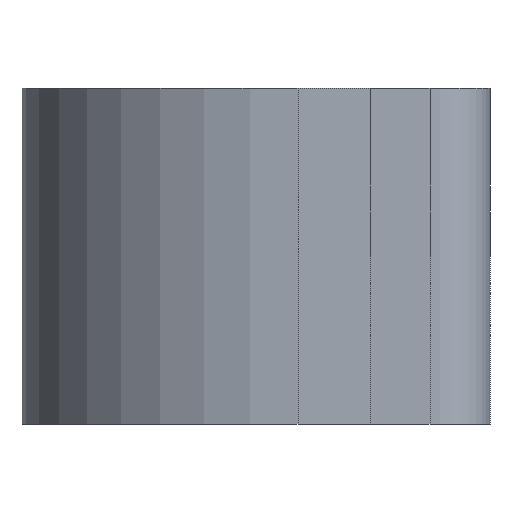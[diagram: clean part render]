
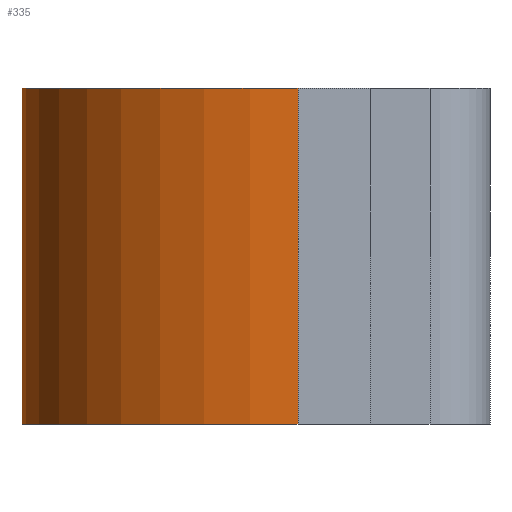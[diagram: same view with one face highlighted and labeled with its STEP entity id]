
A CAD part, left-side view. The second image highlights one B-rep face of the part: STEP entity #335.
In plain terms, the highlighted cylindrical face has radius 11.5 mm (diameter 23 mm), a partial arc.
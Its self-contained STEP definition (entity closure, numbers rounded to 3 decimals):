
#15 = CARTESIAN_POINT ( 'NONE',  ( -37.5, 8., -7. ) ) ;
#17 = EDGE_CURVE ( 'NONE', #579, #301, #190, .T. ) ;
#28 = CARTESIAN_POINT ( 'NONE',  ( -37.5, 8., 7. ) ) ;
#36 = CARTESIAN_POINT ( 'NONE',  ( -14.5, 8., 7. ) ) ;
#44 = CIRCLE ( 'NONE', #420, 11.5 ) ;
#106 = AXIS2_PLACEMENT_3D ( 'NONE', #211, #467, #521 ) ;
#146 = EDGE_CURVE ( 'NONE', #241, #540, #310, .T. ) ;
#154 = DIRECTION ( 'NONE',  ( 0., 0., -1. ) ) ;
#164 = EDGE_CURVE ( 'NONE', #301, #540, #364, .T. ) ;
#190 = LINE ( 'NONE', #359, #297 ) ;
#211 = CARTESIAN_POINT ( 'NONE',  ( -26., 8., 7. ) ) ;
#215 = ORIENTED_EDGE ( 'NONE', *, *, #17, .T. ) ;
#219 = CARTESIAN_POINT ( 'NONE',  ( -26., 8., -7. ) ) ;
#222 = EDGE_CURVE ( 'NONE', #579, #241, #44, .T. ) ;
#236 = CYLINDRICAL_SURFACE ( 'NONE', #106, 11.5 ) ;
#241 = VERTEX_POINT ( 'NONE', #537 ) ;
#261 = DIRECTION ( 'NONE',  ( 1., 0., 0. ) ) ;
#265 = CARTESIAN_POINT ( 'NONE',  ( -26., 8., 7. ) ) ;
#281 = ORIENTED_EDGE ( 'NONE', *, *, #146, .F. ) ;
#297 = VECTOR ( 'NONE', #154, 1000. ) ;
#301 = VERTEX_POINT ( 'NONE', #573 ) ;
#310 = LINE ( 'NONE', #28, #393 ) ;
#311 = DIRECTION ( 'NONE',  ( 1., 0., 0. ) ) ;
#335 = ADVANCED_FACE ( 'NONE', ( #545 ), #236, .T. ) ;
#359 = CARTESIAN_POINT ( 'NONE',  ( -14.5, 8., 7. ) ) ;
#364 = CIRCLE ( 'NONE', #476, 11.5 ) ;
#393 = VECTOR ( 'NONE', #485, 1000. ) ;
#420 = AXIS2_PLACEMENT_3D ( 'NONE', #265, #582, #311 ) ;
#441 = ORIENTED_EDGE ( 'NONE', *, *, #164, .T. ) ;
#467 = DIRECTION ( 'NONE',  ( 0., 0., -1. ) ) ;
#476 = AXIS2_PLACEMENT_3D ( 'NONE', #219, #531, #261 ) ;
#485 = DIRECTION ( 'NONE',  ( 0., 0., -1. ) ) ;
#510 = EDGE_LOOP ( 'NONE', ( #441, #281, #518, #215 ) ) ;
#518 = ORIENTED_EDGE ( 'NONE', *, *, #222, .F. ) ;
#521 = DIRECTION ( 'NONE',  ( -1., 0., 0. ) ) ;
#531 = DIRECTION ( 'NONE',  ( 0., 0., 1. ) ) ;
#537 = CARTESIAN_POINT ( 'NONE',  ( -37.5, 8., 7. ) ) ;
#540 = VERTEX_POINT ( 'NONE', #15 ) ;
#545 = FACE_OUTER_BOUND ( 'NONE', #510, .T. ) ;
#573 = CARTESIAN_POINT ( 'NONE',  ( -14.5, 8., -7. ) ) ;
#579 = VERTEX_POINT ( 'NONE', #36 ) ;
#582 = DIRECTION ( 'NONE',  ( 0., 0., 1. ) ) ;
